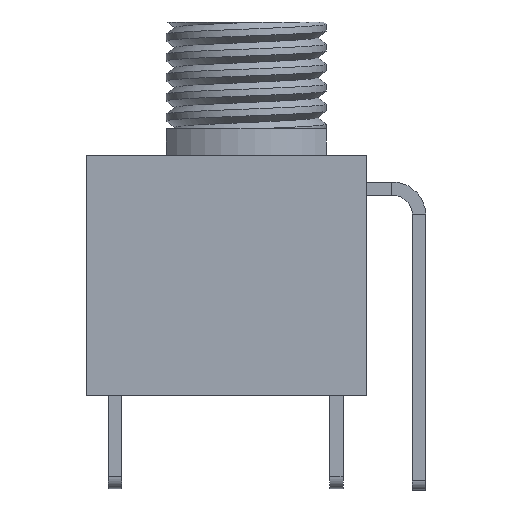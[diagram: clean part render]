
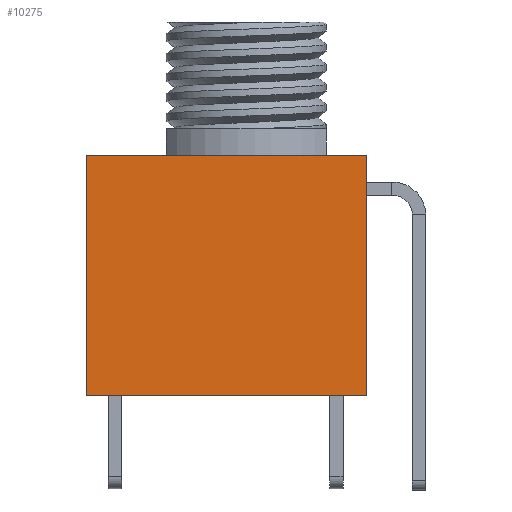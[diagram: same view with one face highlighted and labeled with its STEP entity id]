
A CAD part, left-side view. The second image highlights one B-rep face of the part: STEP entity #10275.
In plain terms, the highlighted planar face has unit normal (-1, 0, 0).
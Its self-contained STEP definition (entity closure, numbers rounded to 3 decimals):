
#8686 = VERTEX_POINT('',#8687);
#8687 = CARTESIAN_POINT('',(-4.5,6.,0.));
#8696 = PLANE('',#8697);
#8697 = AXIS2_PLACEMENT_3D('',#8698,#8699,#8700);
#8698 = CARTESIAN_POINT('',(-4.5,6.,0.));
#8699 = DIRECTION('',(0.,1.,0.));
#8700 = DIRECTION('',(1.,0.,0.));
#8708 = PLANE('',#8709);
#8709 = AXIS2_PLACEMENT_3D('',#8710,#8711,#8712);
#8710 = CARTESIAN_POINT('',(0.,0.75,0.));
#8711 = DIRECTION('',(-0.,-0.,-1.));
#8712 = DIRECTION('',(-1.,0.,0.));
#8720 = EDGE_CURVE('',#8686,#8721,#8723,.T.);
#8721 = VERTEX_POINT('',#8722);
#8722 = CARTESIAN_POINT('',(-4.5,6.,9.));
#8723 = SURFACE_CURVE('',#8724,(#8728,#8735),.PCURVE_S1.);
#8724 = LINE('',#8725,#8726);
#8725 = CARTESIAN_POINT('',(-4.5,6.,0.));
#8726 = VECTOR('',#8727,1.);
#8727 = DIRECTION('',(0.,0.,1.));
#8728 = PCURVE('',#8696,#8729);
#8729 = DEFINITIONAL_REPRESENTATION('',(#8730),#8734);
#8730 = LINE('',#8731,#8732);
#8731 = CARTESIAN_POINT('',(0.,0.));
#8732 = VECTOR('',#8733,1.);
#8733 = DIRECTION('',(0.,-1.));
#8734 = ( GEOMETRIC_REPRESENTATION_CONTEXT(2) 
PARAMETRIC_REPRESENTATION_CONTEXT() REPRESENTATION_CONTEXT('2D SPACE',''
  ) );
#8735 = PCURVE('',#8736,#8741);
#8736 = PLANE('',#8737);
#8737 = AXIS2_PLACEMENT_3D('',#8738,#8739,#8740);
#8738 = CARTESIAN_POINT('',(-4.5,-4.5,0.));
#8739 = DIRECTION('',(-1.,0.,0.));
#8740 = DIRECTION('',(0.,1.,0.));
#8741 = DEFINITIONAL_REPRESENTATION('',(#8742),#8746);
#8742 = LINE('',#8743,#8744);
#8743 = CARTESIAN_POINT('',(10.5,0.));
#8744 = VECTOR('',#8745,1.);
#8745 = DIRECTION('',(0.,-1.));
#8746 = ( GEOMETRIC_REPRESENTATION_CONTEXT(2) 
PARAMETRIC_REPRESENTATION_CONTEXT() REPRESENTATION_CONTEXT('2D SPACE',''
  ) );
#8764 = PLANE('',#8765);
#8765 = AXIS2_PLACEMENT_3D('',#8766,#8767,#8768);
#8766 = CARTESIAN_POINT('',(0.,0.75,9.));
#8767 = DIRECTION('',(-0.,-0.,-1.));
#8768 = DIRECTION('',(-1.,0.,0.));
#8937 = VERTEX_POINT('',#8938);
#8938 = CARTESIAN_POINT('',(-4.5,-4.5,0.));
#8952 = PLANE('',#8953);
#8953 = AXIS2_PLACEMENT_3D('',#8954,#8955,#8956);
#8954 = CARTESIAN_POINT('',(4.5,-4.5,0.));
#8955 = DIRECTION('',(0.,-1.,0.));
#8956 = DIRECTION('',(-1.,0.,0.));
#8964 = EDGE_CURVE('',#8937,#8686,#8965,.T.);
#8965 = SURFACE_CURVE('',#8966,(#8970,#8977),.PCURVE_S1.);
#8966 = LINE('',#8967,#8968);
#8967 = CARTESIAN_POINT('',(-4.5,-4.5,0.));
#8968 = VECTOR('',#8969,1.);
#8969 = DIRECTION('',(0.,1.,0.));
#8970 = PCURVE('',#8708,#8971);
#8971 = DEFINITIONAL_REPRESENTATION('',(#8972),#8976);
#8972 = LINE('',#8973,#8974);
#8973 = CARTESIAN_POINT('',(4.5,-5.25));
#8974 = VECTOR('',#8975,1.);
#8975 = DIRECTION('',(0.,1.));
#8976 = ( GEOMETRIC_REPRESENTATION_CONTEXT(2) 
PARAMETRIC_REPRESENTATION_CONTEXT() REPRESENTATION_CONTEXT('2D SPACE',''
  ) );
#8977 = PCURVE('',#8736,#8978);
#8978 = DEFINITIONAL_REPRESENTATION('',(#8979),#8983);
#8979 = LINE('',#8980,#8981);
#8980 = CARTESIAN_POINT('',(0.,0.));
#8981 = VECTOR('',#8982,1.);
#8982 = DIRECTION('',(1.,0.));
#8983 = ( GEOMETRIC_REPRESENTATION_CONTEXT(2) 
PARAMETRIC_REPRESENTATION_CONTEXT() REPRESENTATION_CONTEXT('2D SPACE',''
  ) );
#9630 = VERTEX_POINT('',#9631);
#9631 = CARTESIAN_POINT('',(-4.5,-4.5,9.));
#9652 = EDGE_CURVE('',#9630,#8721,#9653,.T.);
#9653 = SURFACE_CURVE('',#9654,(#9658,#9665),.PCURVE_S1.);
#9654 = LINE('',#9655,#9656);
#9655 = CARTESIAN_POINT('',(-4.5,-4.5,9.));
#9656 = VECTOR('',#9657,1.);
#9657 = DIRECTION('',(0.,1.,0.));
#9658 = PCURVE('',#8764,#9659);
#9659 = DEFINITIONAL_REPRESENTATION('',(#9660),#9664);
#9660 = LINE('',#9661,#9662);
#9661 = CARTESIAN_POINT('',(4.5,-5.25));
#9662 = VECTOR('',#9663,1.);
#9663 = DIRECTION('',(0.,1.));
#9664 = ( GEOMETRIC_REPRESENTATION_CONTEXT(2) 
PARAMETRIC_REPRESENTATION_CONTEXT() REPRESENTATION_CONTEXT('2D SPACE',''
  ) );
#9665 = PCURVE('',#8736,#9666);
#9666 = DEFINITIONAL_REPRESENTATION('',(#9667),#9671);
#9667 = LINE('',#9668,#9669);
#9668 = CARTESIAN_POINT('',(0.,-9.));
#9669 = VECTOR('',#9670,1.);
#9670 = DIRECTION('',(1.,0.));
#9671 = ( GEOMETRIC_REPRESENTATION_CONTEXT(2) 
PARAMETRIC_REPRESENTATION_CONTEXT() REPRESENTATION_CONTEXT('2D SPACE',''
  ) );
#10275 = ADVANCED_FACE('',(#10276),#8736,.T.);
#10276 = FACE_BOUND('',#10277,.T.);
#10277 = EDGE_LOOP('',(#10278,#10299,#10300,#10301));
#10278 = ORIENTED_EDGE('',*,*,#10279,.T.);
#10279 = EDGE_CURVE('',#8937,#9630,#10280,.T.);
#10280 = SURFACE_CURVE('',#10281,(#10285,#10292),.PCURVE_S1.);
#10281 = LINE('',#10282,#10283);
#10282 = CARTESIAN_POINT('',(-4.5,-4.5,0.));
#10283 = VECTOR('',#10284,1.);
#10284 = DIRECTION('',(0.,0.,1.));
#10285 = PCURVE('',#8736,#10286);
#10286 = DEFINITIONAL_REPRESENTATION('',(#10287),#10291);
#10287 = LINE('',#10288,#10289);
#10288 = CARTESIAN_POINT('',(0.,0.));
#10289 = VECTOR('',#10290,1.);
#10290 = DIRECTION('',(0.,-1.));
#10291 = ( GEOMETRIC_REPRESENTATION_CONTEXT(2) 
PARAMETRIC_REPRESENTATION_CONTEXT() REPRESENTATION_CONTEXT('2D SPACE',''
  ) );
#10292 = PCURVE('',#8952,#10293);
#10293 = DEFINITIONAL_REPRESENTATION('',(#10294),#10298);
#10294 = LINE('',#10295,#10296);
#10295 = CARTESIAN_POINT('',(9.,0.));
#10296 = VECTOR('',#10297,1.);
#10297 = DIRECTION('',(0.,-1.));
#10298 = ( GEOMETRIC_REPRESENTATION_CONTEXT(2) 
PARAMETRIC_REPRESENTATION_CONTEXT() REPRESENTATION_CONTEXT('2D SPACE',''
  ) );
#10299 = ORIENTED_EDGE('',*,*,#9652,.T.);
#10300 = ORIENTED_EDGE('',*,*,#8720,.F.);
#10301 = ORIENTED_EDGE('',*,*,#8964,.F.);
